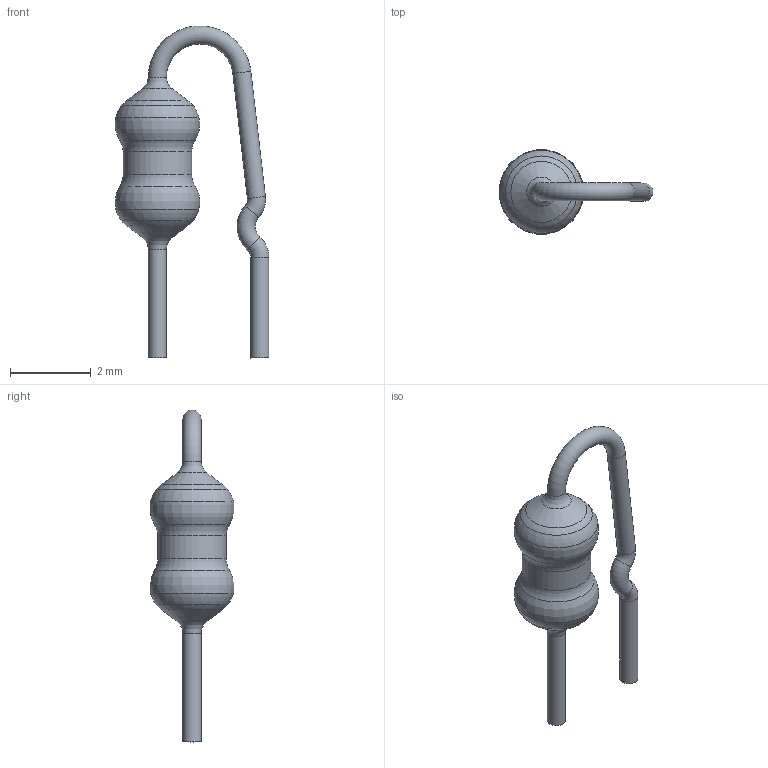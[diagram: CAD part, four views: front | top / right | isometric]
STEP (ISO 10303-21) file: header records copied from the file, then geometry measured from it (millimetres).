
FILE_DESCRIPTION(('STEP AP214'), '1');
FILE_NAME('RES-0.125W', '2019-03-03T12:28:59', ('Nobody'), (''), 'ASCON STEP Converter 1.3', 'ASCON Math Kernel', '');
FILE_SCHEMA(('AUTOMOTIVE_DESIGN { 1 0 10303 214 3 1 1}'));
Length unit declared in the file: millimetre
Bounding box: 3.81 x 2.08 x 8.23 mm (x, y, z)
Volume: 11.5 mm3; surface area: 43.9 mm2
Topology: 3 solids, 3 shells, 26 faces, 43 edges, 23 vertices
Faces by surface type: torus 14, plane 6, cylinder 4, cone 2
Full cylindrical faces by diameter (mm): 0.45 x3, 1.7 x1
Entity records: 758 total; most frequent: DIRECTION 100, CARTESIAN_POINT 73, AXIS2_PLACEMENT_3D 50, EDGE_LOOP 46, ORIENTED_EDGE 46, FACE_OUTER_BOUND 40, COLOUR_RGB 29, FILL_AREA_STYLE_COLOUR 29
